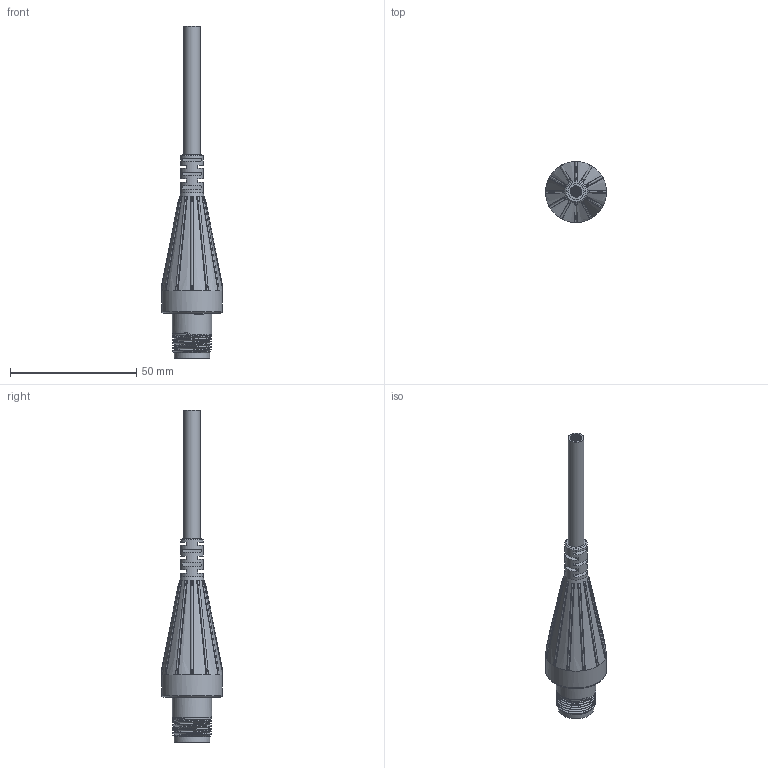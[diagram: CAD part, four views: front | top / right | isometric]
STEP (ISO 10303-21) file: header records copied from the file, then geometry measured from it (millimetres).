
FILE_DESCRIPTION(/* description */ (''),/* implementation_level */ '2;1');
FILE_NAME(/* name */ 'R3C.stp',/* time_stamp */ '2017-05-04T15:43:11-04:00',/* author */ ('aneininger'),/* organization */ ('CONNECTION TECHNOLOGY CENTER'),/* preprocessor_version */ 'ST-DEVELOPER v16.5',/* originating_system */ 'Autodesk Inventor 2017',/* authorisation */ '');
FILE_SCHEMA (('AUTOMOTIVE_DESIGN { 1 0 10303 214 3 1 1 }'));
Length unit declared in the file: inch
Products named in the file (1): Part6
Bounding box: 24.13 x 24.13 x 131.5 mm (x, y, z)
Volume: 17130.4 mm3; surface area: 6875.5 mm2
Topology: 1 solids, 1 shells, 593 faces, 1197 edges, 681 vertices
Faces by surface type: plane 295, cylinder 222, bspline 68, cone 3, sphere 3, torus 2
Full cylindrical faces by diameter (mm): 0.128 x19, 0.203 x48, 1.575 x7, 3.251 x3, 3.937 x1, 4.445 x1, 4.572 x1, 6.35 x1, 8.89 x1, 11.684 x1, 14.097 x1, 15.621 x2, 24.13 x1
Entity records: 19494 total; most frequent: CARTESIAN_POINT 6767, DIRECTION 2606, ORIENTED_EDGE 2374, AXIS2_PLACEMENT_3D 1128, EDGE_CURVE 1115, EDGE_LOOP 737, VERTEX_POINT 670, STYLED_ITEM 593
